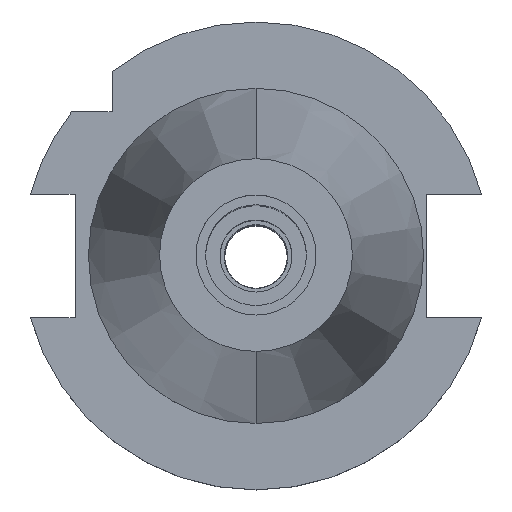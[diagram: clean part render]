
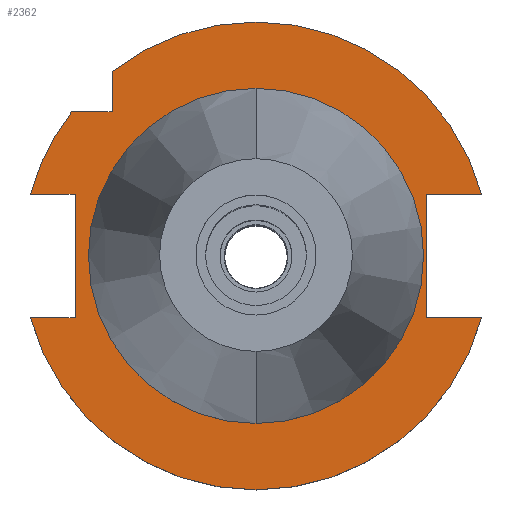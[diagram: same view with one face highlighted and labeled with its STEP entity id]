
A CAD part, top view. The second image highlights one B-rep face of the part: STEP entity #2362.
In plain terms, the highlighted planar face has unit normal (0, 0, 1).
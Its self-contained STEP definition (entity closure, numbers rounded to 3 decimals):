
#609=DIRECTION('',(1.,0.,0.));
#610=VECTOR('',#609,11.526);
#611=CARTESIAN_POINT('',(35.5,12.85,-3.2));
#612=LINE('',#611,#610);
#679=DIRECTION('',(-1.,0.,0.));
#680=VECTOR('',#679,9.326);
#681=CARTESIAN_POINT('',(-37.7,-12.85,-3.2));
#682=LINE('',#681,#680);
#693=DIRECTION('',(0.,-1.,0.));
#694=VECTOR('',#693,25.7);
#695=CARTESIAN_POINT('',(-37.7,12.85,-3.2));
#696=LINE('',#695,#694);
#742=DIRECTION('',(-1.,0.,0.));
#743=VECTOR('',#742,8.426);
#744=CARTESIAN_POINT('',(-30.,30.,-3.2));
#745=LINE('',#744,#743);
#766=DIRECTION('',(0.,1.,0.));
#767=VECTOR('',#766,8.426);
#768=CARTESIAN_POINT('',(-30.,30.,-3.2));
#769=LINE('',#768,#767);
#773=CARTESIAN_POINT('',(0.,0.,-3.2));
#774=DIRECTION('',(0.,0.,-1.));
#775=DIRECTION('',(-0.615,0.788,0.));
#776=AXIS2_PLACEMENT_3D('',#773,#774,#775);
#781=CARTESIAN_POINT('',(0.,0.,-3.2));
#782=DIRECTION('',(0.,0.,-1.));
#783=DIRECTION('',(0.,1.,0.));
#784=AXIS2_PLACEMENT_3D('',#781,#782,#783);
#789=DIRECTION('',(0.,-1.,0.));
#790=VECTOR('',#789,25.7);
#791=CARTESIAN_POINT('',(35.5,12.85,-3.2));
#792=LINE('',#791,#790);
#796=DIRECTION('',(1.,0.,0.));
#797=VECTOR('',#796,11.526);
#798=CARTESIAN_POINT('',(35.5,-12.85,-3.2));
#799=LINE('',#798,#797);
#803=CARTESIAN_POINT('',(0.,0.,-3.2));
#804=DIRECTION('',(0.,0.,-1.));
#805=DIRECTION('',(0.965,-0.264,0.));
#806=AXIS2_PLACEMENT_3D('',#803,#804,#805);
#811=CARTESIAN_POINT('',(0.,0.,-3.2));
#812=DIRECTION('',(0.,0.,-1.));
#813=DIRECTION('',(0.,-1.,0.));
#814=AXIS2_PLACEMENT_3D('',#811,#812,#813);
#819=DIRECTION('',(-1.,0.,0.));
#820=VECTOR('',#819,9.326);
#821=CARTESIAN_POINT('',(-37.7,12.85,-3.2));
#822=LINE('',#821,#820);
#826=CARTESIAN_POINT('',(0.,0.,-3.2));
#827=DIRECTION('',(0.,0.,-1.));
#828=DIRECTION('',(-0.965,0.264,0.));
#829=AXIS2_PLACEMENT_3D('',#826,#827,#828);
#834=CARTESIAN_POINT('',(0.,0.,-3.2));
#835=DIRECTION('',(0.,0.,1.));
#836=DIRECTION('',(0.,-1.,0.));
#837=AXIS2_PLACEMENT_3D('',#834,#835,#836);
#842=CARTESIAN_POINT('',(0.,0.,-3.2));
#843=DIRECTION('',(0.,0.,1.));
#844=DIRECTION('',(0.,1.,0.));
#845=AXIS2_PLACEMENT_3D('',#842,#843,#844);
#1508=CARTESIAN_POINT('',(-30.,38.426,-3.2));
#1509=VERTEX_POINT('',#1508);
#1510=CARTESIAN_POINT('',(-30.,30.,-3.2));
#1511=VERTEX_POINT('',#1510);
#1526=CARTESIAN_POINT('',(-37.7,-12.85,-3.2));
#1527=VERTEX_POINT('',#1526);
#1528=CARTESIAN_POINT('',(-47.026,-12.85,-3.2));
#1529=VERTEX_POINT('',#1528);
#1539=CARTESIAN_POINT('',(-37.7,12.85,-3.2));
#1540=VERTEX_POINT('',#1539);
#1549=CARTESIAN_POINT('',(-47.026,12.85,-3.2));
#1550=VERTEX_POINT('',#1549);
#1597=CARTESIAN_POINT('',(0.,-48.75,-3.2));
#1598=VERTEX_POINT('',#1597);
#1599=CARTESIAN_POINT('',(47.026,-12.85,-3.2));
#1600=VERTEX_POINT('',#1599);
#1601=CARTESIAN_POINT('',(47.026,12.85,-3.2));
#1602=VERTEX_POINT('',#1601);
#1603=CARTESIAN_POINT('',(0.,48.75,-3.2));
#1604=VERTEX_POINT('',#1603);
#1605=CARTESIAN_POINT('',(-38.426,30.,-3.2));
#1606=VERTEX_POINT('',#1605);
#1607=CARTESIAN_POINT('',(35.5,12.85,-3.2));
#1608=VERTEX_POINT('',#1607);
#1609=CARTESIAN_POINT('',(35.5,-12.85,-3.2));
#1610=VERTEX_POINT('',#1609);
#1611=CARTESIAN_POINT('',(0.,-34.925,-3.2));
#1612=CARTESIAN_POINT('',(0.,34.925,-3.2));
#1613=VERTEX_POINT('',#1611);
#1614=VERTEX_POINT('',#1612);
#2331=CARTESIAN_POINT('',(0.,0.,-3.2));
#2332=DIRECTION('',(0.,0.,-1.));
#2333=DIRECTION('',(0.,-1.,0.));
#2334=AXIS2_PLACEMENT_3D('',#2331,#2332,#2333);
#2335=PLANE('',#2334);
#2336=ORIENTED_EDGE('',*,*,#2119,.T.);
#2338=ORIENTED_EDGE('',*,*,#2337,.T.);
#2340=ORIENTED_EDGE('',*,*,#2339,.T.);
#2341=ORIENTED_EDGE('',*,*,#2151,.F.);
#2342=ORIENTED_EDGE('',*,*,#2177,.T.);
#2343=ORIENTED_EDGE('',*,*,#2203,.T.);
#2345=ORIENTED_EDGE('',*,*,#2344,.T.);
#2347=ORIENTED_EDGE('',*,*,#2346,.T.);
#2348=ORIENTED_EDGE('',*,*,#2234,.F.);
#2349=ORIENTED_EDGE('',*,*,#2260,.F.);
#2350=ORIENTED_EDGE('',*,*,#2286,.T.);
#2352=ORIENTED_EDGE('',*,*,#2351,.T.);
#2353=ORIENTED_EDGE('',*,*,#2313,.F.);
#2354=EDGE_LOOP('',(#2336,#2338,#2340,#2341,#2342,#2343,#2345,#2347,#2348,#2349,
#2350,#2352,#2353));
#2355=FACE_OUTER_BOUND('',#2354,.F.);
#2357=ORIENTED_EDGE('',*,*,#2356,.T.);
#2359=ORIENTED_EDGE('',*,*,#2358,.T.);
#2360=EDGE_LOOP('',(#2357,#2359));
#2361=FACE_BOUND('',#2360,.F.);
#777=CIRCLE('',#776,48.75);
#785=CIRCLE('',#784,48.75);
#807=CIRCLE('',#806,48.75);
#815=CIRCLE('',#814,48.75);
#830=CIRCLE('',#829,48.75);
#838=CIRCLE('',#837,34.925);
#846=CIRCLE('',#845,34.925);
#2119=EDGE_CURVE('',#1511,#1509,#769,.T.);
#2151=EDGE_CURVE('',#1608,#1602,#612,.T.);
#2177=EDGE_CURVE('',#1608,#1610,#792,.T.);
#2203=EDGE_CURVE('',#1610,#1600,#799,.T.);
#2234=EDGE_CURVE('',#1527,#1529,#682,.T.);
#2260=EDGE_CURVE('',#1540,#1527,#696,.T.);
#2286=EDGE_CURVE('',#1540,#1550,#822,.T.);
#2313=EDGE_CURVE('',#1511,#1606,#745,.T.);
#2337=EDGE_CURVE('',#1509,#1604,#777,.T.);
#2339=EDGE_CURVE('',#1604,#1602,#785,.T.);
#2344=EDGE_CURVE('',#1600,#1598,#807,.T.);
#2346=EDGE_CURVE('',#1598,#1529,#815,.T.);
#2351=EDGE_CURVE('',#1550,#1606,#830,.T.);
#2356=EDGE_CURVE('',#1613,#1614,#838,.T.);
#2358=EDGE_CURVE('',#1614,#1613,#846,.T.);
#2362=ADVANCED_FACE('',(#2355,#2361),#2335,.F.);
